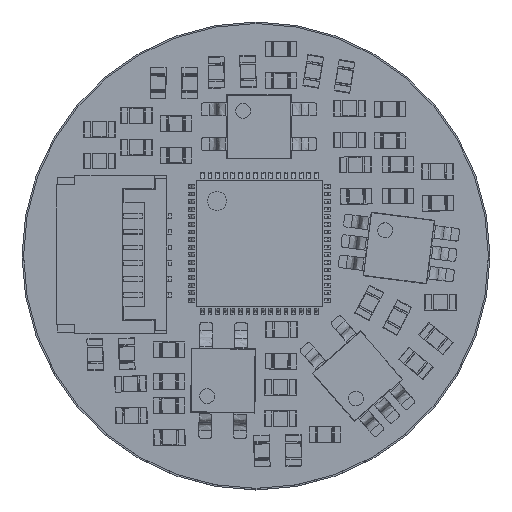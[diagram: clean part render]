
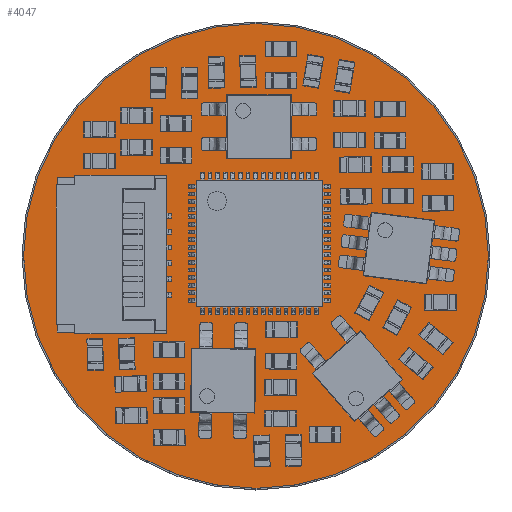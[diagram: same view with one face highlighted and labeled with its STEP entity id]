
A CAD part, top view. The second image highlights one B-rep face of the part: STEP entity #4047.
In plain terms, the highlighted planar face has unit normal (0, 0, 1).
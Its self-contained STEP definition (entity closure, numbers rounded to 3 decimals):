
#4047 = ADVANCED_FACE ( 'NONE', ( #55693 ), #57266, .T. ) ;
#4136 = AXIS2_PLACEMENT_3D ( 'NONE', #42251, #55491, #5913 ) ;
#4319 = ORIENTED_EDGE ( 'NONE', *, *, #39530, .T. ) ;
#5556 = DIRECTION ( 'NONE',  ( 0., 0., 1. ) ) ;
#5913 = DIRECTION ( 'NONE',  ( 1., 0., 0. ) ) ;
#7226 = CARTESIAN_POINT ( 'NONE',  ( 7.35, 0., 0.8 ) ) ;
#10412 = AXIS2_PLACEMENT_3D ( 'NONE', #43223, #43617, #20506 ) ;
#12275 = VERTEX_POINT ( 'NONE', #7226 ) ;
#14374 = DIRECTION ( 'NONE',  ( 1., 0., 0. ) ) ;
#19071 = ORIENTED_EDGE ( 'NONE', *, *, #53804, .T. ) ;
#19358 = VERTEX_POINT ( 'NONE', #53290 ) ;
#20506 = DIRECTION ( 'NONE',  ( 1., 0., 0. ) ) ;
#36754 = CARTESIAN_POINT ( 'NONE',  ( 0., 0., 0.8 ) ) ;
#38779 = CIRCLE ( 'NONE', #4136, 7.35 ) ;
#39530 = EDGE_CURVE ( 'NONE', #19358, #12275, #38779, .T. ) ;
#42251 = CARTESIAN_POINT ( 'NONE',  ( 0., 0., 0.8 ) ) ;
#43223 = CARTESIAN_POINT ( 'NONE',  ( 0., 0., 0.8 ) ) ;
#43617 = DIRECTION ( 'NONE',  ( 0., 0., 1. ) ) ;
#49900 = EDGE_LOOP ( 'NONE', ( #4319, #19071 ) ) ;
#53290 = CARTESIAN_POINT ( 'NONE',  ( -7.35, 0., 0.8 ) ) ;
#53804 = EDGE_CURVE ( 'NONE', #12275, #19358, #54359, .T. ) ;
#54359 = CIRCLE ( 'NONE', #54723, 7.35 ) ;
#54723 = AXIS2_PLACEMENT_3D ( 'NONE', #36754, #5556, #14374 ) ;
#55491 = DIRECTION ( 'NONE',  ( 0., 0., 1. ) ) ;
#55693 = FACE_OUTER_BOUND ( 'NONE', #49900, .T. ) ;
#57266 = PLANE ( 'NONE',  #10412 ) ;
